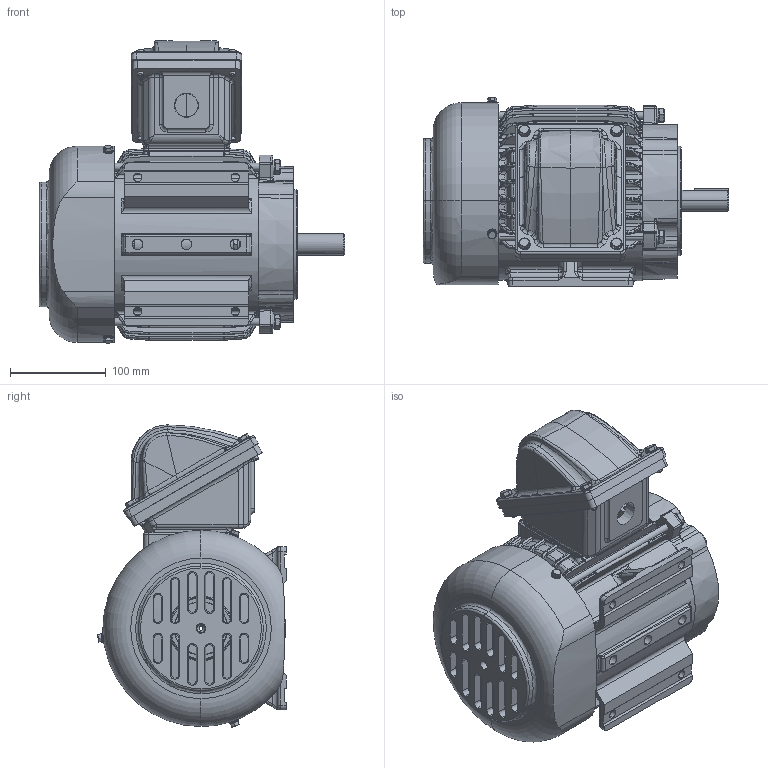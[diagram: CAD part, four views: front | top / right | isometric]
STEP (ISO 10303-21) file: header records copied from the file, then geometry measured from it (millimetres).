
FILE_DESCRIPTION(('CATIA V5 STEP Exchange'),'2;1');
FILE_NAME('31043A386--AEHHXG-143TC.stp','2018-04-17T11:13:15+00:00',('none'),('none'),'Unofficial Packaging Version','CATIA V5 STEP AP203','none');
FILE_SCHEMA(('CONFIG_CONTROL_DESIGN'));
Length unit declared in the file: millimetre
Products named in the file (1): 31043A386--AEHHXG-143TC
Bounding box: 318.6 x 196.53 x 314.94 mm (x, y, z)
Volume: 2736623.3 mm3; surface area: 738369.3 mm2
Topology: 2 solids, 13 shells, 3525 faces, 8838 edges, 5222 vertices
Faces by surface type: bspline 1136, cylinder 849, plane 616, torus 443, cone 372, sphere 93, revolution 16
Entity records: 140775 total; most frequent: CARTESIAN_POINT 73671, ORIENTED_EDGE 17234, DIRECTION 8857, EDGE_CURVE 8617, VERTEX_POINT 5222, AXIS2_PLACEMENT_3D 4506, EDGE_LOOP 3737, ADVANCED_FACE 3525
